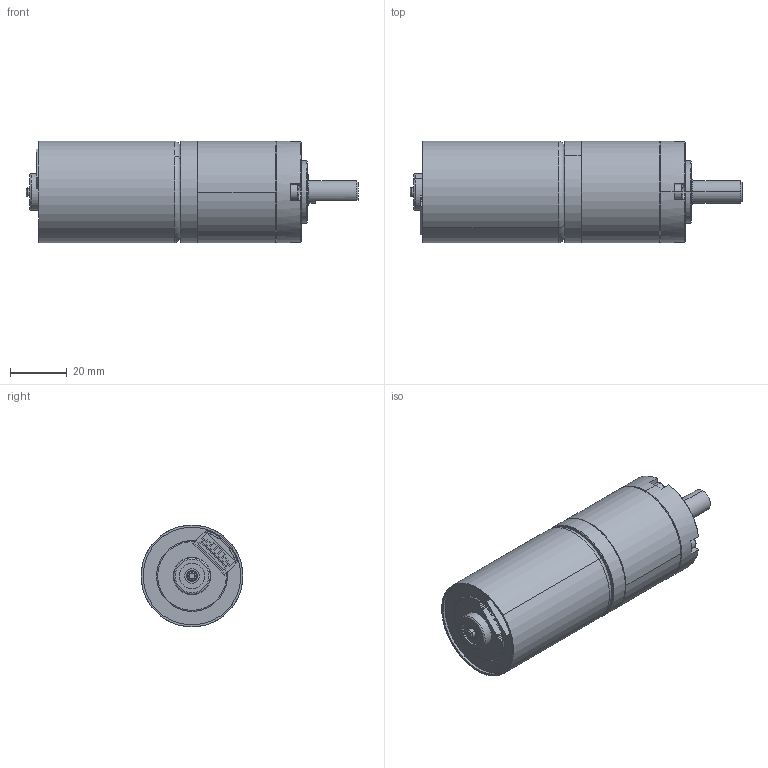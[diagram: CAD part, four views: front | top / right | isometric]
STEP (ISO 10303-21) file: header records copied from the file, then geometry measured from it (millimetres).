
FILE_DESCRIPTION((''),'2;1');
FILE_NAME('36RP-000-000_ASM','2024-07-15T',('86157'),(''),'PRO/ENGINEER BY PARAMETRIC TECHNOLOGY CORPORATION, 2010280','PRO/ENGINEER BY PARAMETRIC TECHNOLOGY CORPORATION, 2010280','');
FILE_SCHEMA(('CONFIG_CONTROL_DESIGN'));
Products named in the file (35): 36RP-003; DM036P530001; DM058P520001-688ZZ; 36RP-000-1_ASM; DM036P360003; 36RP-004-ZHOU; 36RP-005; 36RP-000-2-ZHOU_ASM; DM036P530002; 36RP-002-3B; 36RP-000-3_ASM; MANIFOLD_SOLID_BREP_49; PRT0010; PRT0011; PRT0012; PRT0013; PRT0014; PRT0015; PRT0016; ASM0005_ASM; PRT0017; 3650____; 34______; PRT0018; 31______-23647; 3_175-66__; 31______-66131; PRODUCT_62399; PRODUCT_38900; ASM0004_ASM; _DM-BL3650; DM-BL3650_ASM; 36RP-000-5_ASM; M3X38_9-B3; 36RP-000-000_ASM
Assembly tree (46 placements, depth 6):
  36RP-000-000_ASM
    36RP-000-3_ASM
      36RP-000-1_ASM
        36RP-003
        DM036P530001
        DM058P520001-688ZZ  x2
      DM036P360003  x2
      36RP-000-2-ZHOU_ASM
        36RP-004-ZHOU
        36RP-005  x3
      DM036P530002
      36RP-002-3B
    36RP-000-5_ASM
      MANIFOLD_SOLID_BREP_49
      DM-BL3650_ASM
        ASM0004_ASM
          PRT0010  x2
          ASM0005_ASM
            PRT0011
            PRT0012
            PRT0013
            PRT0014
            PRT0015
            PRT0016
          PRT0017  x2
          3650____
          34______  x4
          PRT0018
          31______-23647
          3_175-66__
          31______-66131
          PRODUCT_62399
          PRODUCT_38900
        _DM-BL3650
    M3X38_9-B3  x4
Bounding box: 117.4 x 36 x 36 mm (x, y, z)
Volume: 57379.4 mm3; surface area: 69206 mm2
Topology: 38 solids, 46 shells, 2828 faces, 7560 edges, 4769 vertices
Faces by surface type: cylinder 1171, plane 850, torus 300, bspline 222, cone 161, extrusion 92, sphere 32
Entity records: 100721 total; most frequent: CARTESIAN_POINT 36828, ORIENTED_EDGE 14092, DIRECTION 12151, EDGE_CURVE 7062, VERTEX_POINT 4529, AXIS2_PLACEMENT_3D 4490, VECTOR 3171, LINE 3079
